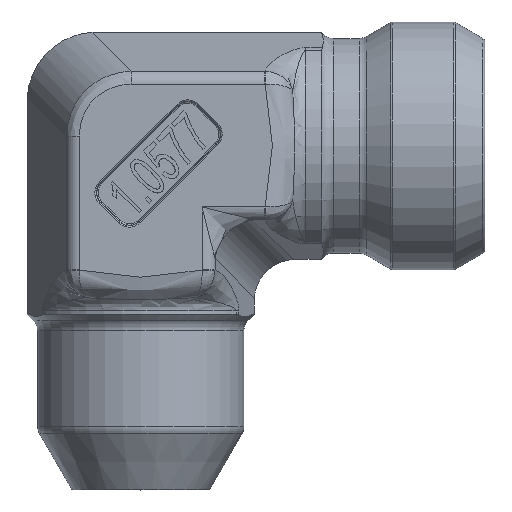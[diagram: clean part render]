
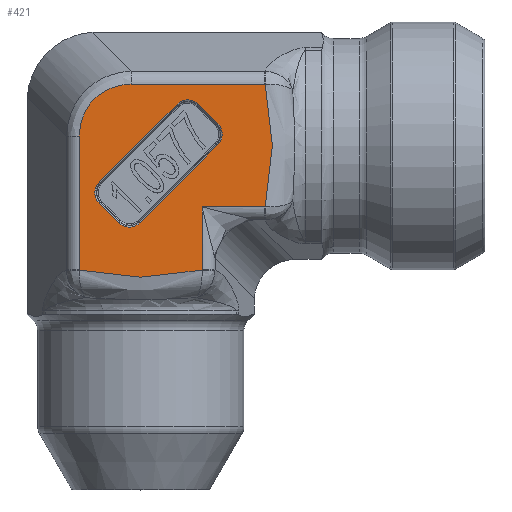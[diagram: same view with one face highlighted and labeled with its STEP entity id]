
A CAD part, top view. The second image highlights one B-rep face of the part: STEP entity #421.
In plain terms, the highlighted planar face has unit normal (0, 0, 1).
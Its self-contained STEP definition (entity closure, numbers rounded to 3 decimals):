
#191=FACE_BOUND('',#952,.T.);
#192=FACE_BOUND('',#953,.T.);
#421=ADVANCED_FACE('',(#191,#192),#647,.T.);
#647=PLANE('',#3850);
#952=EDGE_LOOP('',(#1569,#1570,#1571,#1572,#1573,#1574,#1575,#1576));
#953=EDGE_LOOP('',(#1577,#1578,#1579,#1580,#1581,#1582,#1583,#1584,#1585,
#1586,#1587));
#1216=ELLIPSE('',#3845,1.108,1.1);
#1217=ELLIPSE('',#3846,1.108,1.1);
#1218=ELLIPSE('',#3847,1.108,1.1);
#1219=ELLIPSE('',#3848,1.108,1.1);
#1220=ELLIPSE('',#3849,4.499,4.);
#1281=B_SPLINE_CURVE_WITH_KNOTS('',3,(#5184,#5185,#5186,#5187),
 .UNSPECIFIED.,.F.,.F.,(4,4),(0.,1.),.UNSPECIFIED.);
#1282=B_SPLINE_CURVE_WITH_KNOTS('',3,(#5189,#5190,#5191,#5192,#5193,#5194),
 .UNSPECIFIED.,.F.,.F.,(4,2,4),(0.,0.5,1.),.UNSPECIFIED.);
#1283=B_SPLINE_CURVE_WITH_KNOTS('',3,(#5196,#5197,#5198,#5199),
 .UNSPECIFIED.,.F.,.F.,(4,4),(0.,1.),.UNSPECIFIED.);
#1284=B_SPLINE_CURVE_WITH_KNOTS('',3,(#5205,#5206,#5207,#5208),
 .UNSPECIFIED.,.F.,.F.,(4,4),(0.,1.),.UNSPECIFIED.);
#1285=B_SPLINE_CURVE_WITH_KNOTS('',3,(#5210,#5211,#5212,#5213,#5214,#5215),
 .UNSPECIFIED.,.F.,.F.,(4,2,4),(0.,0.5,1.),.UNSPECIFIED.);
#1286=B_SPLINE_CURVE_WITH_KNOTS('',3,(#5217,#5218,#5219,#5220),
 .UNSPECIFIED.,.F.,.F.,(4,4),(0.,1.),.UNSPECIFIED.);
#1569=ORIENTED_EDGE('',*,*,#2974,.T.);
#1570=ORIENTED_EDGE('',*,*,#2975,.T.);
#1571=ORIENTED_EDGE('',*,*,#2976,.T.);
#1572=ORIENTED_EDGE('',*,*,#2977,.T.);
#1573=ORIENTED_EDGE('',*,*,#2978,.T.);
#1574=ORIENTED_EDGE('',*,*,#2979,.T.);
#1575=ORIENTED_EDGE('',*,*,#2980,.T.);
#1576=ORIENTED_EDGE('',*,*,#2981,.T.);
#1577=ORIENTED_EDGE('',*,*,#2982,.F.);
#1578=ORIENTED_EDGE('',*,*,#2983,.T.);
#1579=ORIENTED_EDGE('',*,*,#2984,.T.);
#1580=ORIENTED_EDGE('',*,*,#2985,.T.);
#1581=ORIENTED_EDGE('',*,*,#2986,.T.);
#1582=ORIENTED_EDGE('',*,*,#2987,.T.);
#1583=ORIENTED_EDGE('',*,*,#2988,.T.);
#1584=ORIENTED_EDGE('',*,*,#2989,.T.);
#1585=ORIENTED_EDGE('',*,*,#2990,.T.);
#1586=ORIENTED_EDGE('',*,*,#2991,.T.);
#1587=ORIENTED_EDGE('',*,*,#2992,.T.);
#2619=VERTEX_POINT('',#5164);
#2620=VERTEX_POINT('',#5165);
#2621=VERTEX_POINT('',#5167);
#2622=VERTEX_POINT('',#5169);
#2623=VERTEX_POINT('',#5171);
#2624=VERTEX_POINT('',#5173);
#2625=VERTEX_POINT('',#5175);
#2626=VERTEX_POINT('',#5177);
#2627=VERTEX_POINT('',#5180);
#2628=VERTEX_POINT('',#5181);
#2629=VERTEX_POINT('',#5183);
#2630=VERTEX_POINT('',#5188);
#2631=VERTEX_POINT('',#5195);
#2632=VERTEX_POINT('',#5200);
#2633=VERTEX_POINT('',#5202);
#2634=VERTEX_POINT('',#5204);
#2635=VERTEX_POINT('',#5209);
#2636=VERTEX_POINT('',#5216);
#2637=VERTEX_POINT('',#5221);
#2974=EDGE_CURVE('',#2619,#2620,#3478,.T.);
#2975=EDGE_CURVE('',#2620,#2621,#1216,.T.);
#2976=EDGE_CURVE('',#2621,#2622,#3479,.T.);
#2977=EDGE_CURVE('',#2622,#2623,#1217,.T.);
#2978=EDGE_CURVE('',#2623,#2624,#3480,.T.);
#2979=EDGE_CURVE('',#2624,#2625,#1218,.T.);
#2980=EDGE_CURVE('',#2625,#2626,#3481,.T.);
#2981=EDGE_CURVE('',#2626,#2619,#1219,.T.);
#2982=EDGE_CURVE('',#2627,#2628,#1220,.T.);
#2983=EDGE_CURVE('',#2627,#2629,#3482,.T.);
#2984=EDGE_CURVE('',#2629,#2630,#1281,.T.);
#2985=EDGE_CURVE('',#2630,#2631,#1282,.T.);
#2986=EDGE_CURVE('',#2631,#2632,#1283,.T.);
#2987=EDGE_CURVE('',#2632,#2633,#3483,.T.);
#2988=EDGE_CURVE('',#2633,#2634,#3484,.T.);
#2989=EDGE_CURVE('',#2634,#2635,#1284,.T.);
#2990=EDGE_CURVE('',#2635,#2636,#1285,.T.);
#2991=EDGE_CURVE('',#2636,#2637,#1286,.T.);
#2992=EDGE_CURVE('',#2637,#2628,#3485,.T.);
#3478=LINE('',#5163,#3648);
#3479=LINE('',#5168,#3649);
#3480=LINE('',#5172,#3650);
#3481=LINE('',#5176,#3651);
#3482=LINE('',#5182,#3652);
#3483=LINE('',#5201,#3653);
#3484=LINE('',#5203,#3654);
#3485=LINE('',#5222,#3655);
#3648=VECTOR('',#4218,1.);
#3649=VECTOR('',#4221,1.);
#3650=VECTOR('',#4224,1.);
#3651=VECTOR('',#4227,1.);
#3652=VECTOR('',#4232,1.);
#3653=VECTOR('',#4233,1.);
#3654=VECTOR('',#4234,1.);
#3655=VECTOR('',#4235,1.);
#3845=AXIS2_PLACEMENT_3D('',#5166,#4219,#4220);
#3846=AXIS2_PLACEMENT_3D('',#5170,#4222,#4223);
#3847=AXIS2_PLACEMENT_3D('',#5174,#4225,#4226);
#3848=AXIS2_PLACEMENT_3D('',#5178,#4228,#4229);
#3849=AXIS2_PLACEMENT_3D('',#5179,#4230,#4231);
#3850=AXIS2_PLACEMENT_3D('',#5223,#4236,#4237);
#4218=DIRECTION('',(0.707,0.707,0.));
#4219=DIRECTION('',(0.,0.,-1.));
#4220=DIRECTION('',(0.,-1.,0.));
#4221=DIRECTION('',(0.707,-0.707,0.));
#4222=DIRECTION('',(0.,0.,-1.));
#4223=DIRECTION('',(-1.,0.,0.));
#4224=DIRECTION('',(-0.707,-0.707,0.));
#4225=DIRECTION('',(0.,0.,-1.));
#4226=DIRECTION('',(0.,1.,0.));
#4227=DIRECTION('',(-0.707,0.707,0.));
#4228=DIRECTION('',(0.,0.,-1.));
#4229=DIRECTION('',(1.,0.,0.));
#4230=DIRECTION('',(0.,0.,-1.));
#4231=DIRECTION('',(-0.707,0.707,0.));
#4232=DIRECTION('',(0.,-1.,0.));
#4233=DIRECTION('',(0.,1.,0.));
#4234=DIRECTION('',(1.,0.,0.));
#4235=DIRECTION('',(-1.,0.,0.));
#4236=DIRECTION('',(0.,0.,1.));
#4237=DIRECTION('',(1.,0.,0.));
#5163=CARTESIAN_POINT('',(2.646,3.017,9.5));
#5164=CARTESIAN_POINT('',(-3.011,-2.64,9.5));
#5165=CARTESIAN_POINT('',(2.64,3.011,9.5));
#5166=CARTESIAN_POINT('',(3.415,2.224,9.5));
#5167=CARTESIAN_POINT('',(4.19,3.011,9.5));
#5168=CARTESIAN_POINT('',(5.604,1.597,9.5));
#5169=CARTESIAN_POINT('',(5.598,1.603,9.5));
#5170=CARTESIAN_POINT('',(4.811,0.828,9.5));
#5171=CARTESIAN_POINT('',(5.598,0.053,9.5));
#5172=CARTESIAN_POINT('',(-0.059,-5.604,9.5));
#5173=CARTESIAN_POINT('',(-0.053,-5.598,9.5));
#5174=CARTESIAN_POINT('',(-0.828,-4.811,9.5));
#5175=CARTESIAN_POINT('',(-1.603,-5.598,9.5));
#5176=CARTESIAN_POINT('',(-3.017,-4.184,9.5));
#5177=CARTESIAN_POINT('',(-3.011,-4.19,9.5));
#5178=CARTESIAN_POINT('',(-2.224,-3.415,9.5));
#5179=CARTESIAN_POINT('',(-0.199,0.199,9.5));
#5180=CARTESIAN_POINT('',(-4.456,0.697,9.5));
#5181=CARTESIAN_POINT('',(-0.697,4.456,9.5));
#5182=CARTESIAN_POINT('',(-4.456,5.156,9.5));
#5183=CARTESIAN_POINT('',(-4.456,-9.022,9.5));
#5184=CARTESIAN_POINT('',(-4.456,-9.022,9.5));
#5185=CARTESIAN_POINT('',(-4.456,-9.03,9.5));
#5186=CARTESIAN_POINT('',(-4.456,-9.039,9.5));
#5187=CARTESIAN_POINT('',(-4.456,-9.047,9.5));
#5188=CARTESIAN_POINT('',(-4.456,-9.047,9.5));
#5189=CARTESIAN_POINT('',(-4.456,-9.047,9.5));
#5190=CARTESIAN_POINT('',(-2.967,-9.182,9.5));
#5191=CARTESIAN_POINT('',(-1.504,-9.563,9.5));
#5192=CARTESIAN_POINT('',(1.504,-9.563,9.5));
#5193=CARTESIAN_POINT('',(2.966,-9.182,9.5));
#5194=CARTESIAN_POINT('',(4.456,-9.047,9.5));
#5195=CARTESIAN_POINT('',(4.456,-9.047,9.5));
#5196=CARTESIAN_POINT('',(4.456,-9.047,9.5));
#5197=CARTESIAN_POINT('',(4.456,-9.039,9.5));
#5198=CARTESIAN_POINT('',(4.456,-9.03,9.5));
#5199=CARTESIAN_POINT('',(4.456,-9.022,9.5));
#5200=CARTESIAN_POINT('',(4.456,-9.022,9.5));
#5201=CARTESIAN_POINT('',(4.456,5.156,9.5));
#5202=CARTESIAN_POINT('',(4.456,-4.456,9.5));
#5203=CARTESIAN_POINT('',(2.922,-4.456,9.5));
#5204=CARTESIAN_POINT('',(9.022,-4.456,9.5));
#5205=CARTESIAN_POINT('',(9.022,-4.456,9.5));
#5206=CARTESIAN_POINT('',(9.03,-4.456,9.5));
#5207=CARTESIAN_POINT('',(9.039,-4.456,9.5));
#5208=CARTESIAN_POINT('',(9.047,-4.456,9.5));
#5209=CARTESIAN_POINT('',(9.047,-4.456,9.5));
#5210=CARTESIAN_POINT('',(9.047,-4.456,9.5));
#5211=CARTESIAN_POINT('',(9.182,-2.966,9.5));
#5212=CARTESIAN_POINT('',(9.563,-1.504,9.5));
#5213=CARTESIAN_POINT('',(9.563,1.504,9.5));
#5214=CARTESIAN_POINT('',(9.182,2.967,9.5));
#5215=CARTESIAN_POINT('',(9.047,4.456,9.5));
#5216=CARTESIAN_POINT('',(9.047,4.456,9.5));
#5217=CARTESIAN_POINT('',(9.047,4.456,9.5));
#5218=CARTESIAN_POINT('',(9.039,4.456,9.5));
#5219=CARTESIAN_POINT('',(9.03,4.456,9.5));
#5220=CARTESIAN_POINT('',(9.022,4.456,9.5));
#5221=CARTESIAN_POINT('',(9.022,4.456,9.5));
#5222=CARTESIAN_POINT('',(2.922,4.456,9.5));
#5223=CARTESIAN_POINT('',(2.922,5.156,9.5));
